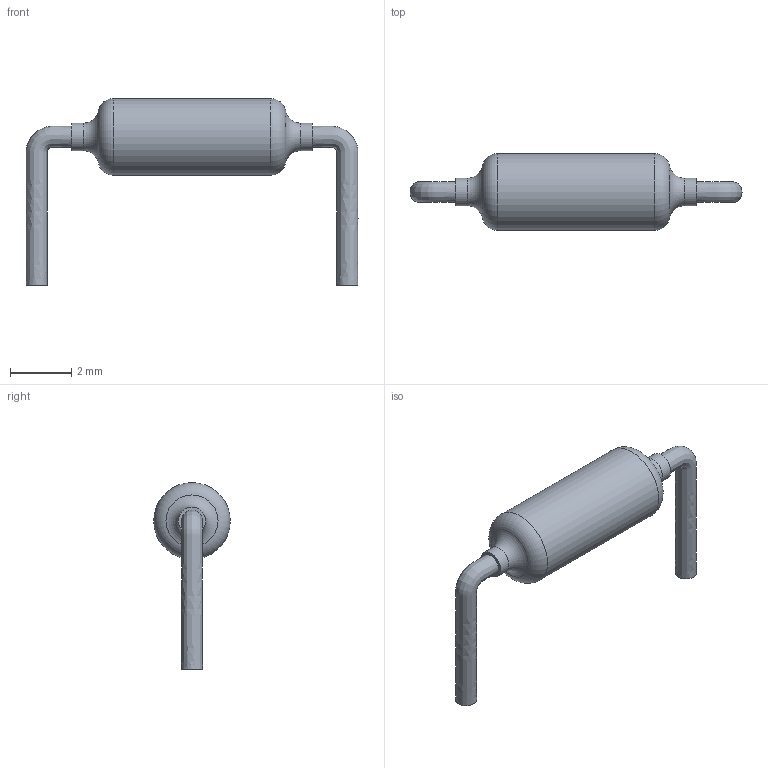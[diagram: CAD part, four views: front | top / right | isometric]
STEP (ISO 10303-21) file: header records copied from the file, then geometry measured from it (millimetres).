
FILE_DESCRIPTION(/* description */ (''),/* implementation_level */ '2;1');
FILE_NAME(/* name */ 'RES_VISHAY_CPF1.stp',/* time_stamp */ '2015-12-15T11:37:33+01:00',/* author */ ('riccim'),/* organization */ (''),/* preprocessor_version */ 'ST-DEVELOPER v15.5',/* originating_system */ 'AutoCAD Mechanical',/* authorisation */ '');
FILE_SCHEMA (('AUTOMOTIVE_DESIGN { 1 0 10303 214 3 1 1 }'));
Length unit declared in the file: millimetre
Products named in the file (1): Product
Bounding box: 10.85 x 2.5 x 6.1 mm (x, y, z)
Volume: 34.8 mm3; surface area: 85 mm2
Topology: 3 solids, 3 shells, 15 faces, 23 edges, 14 vertices
Faces by surface type: plane 6, torus 4, cylinder 3, bspline 2
Full cylindrical faces by diameter (mm): 0.9 x2, 2.5 x1
Entity records: 1053 total; most frequent: CARTESIAN_POINT 790, DIRECTION 48, ORIENTED_EDGE 28, AXIS2_PLACEMENT_3D 24, EDGE_LOOP 22, FACE_OUTER_BOUND 15, ADVANCED_FACE 15, EDGE_CURVE 14
